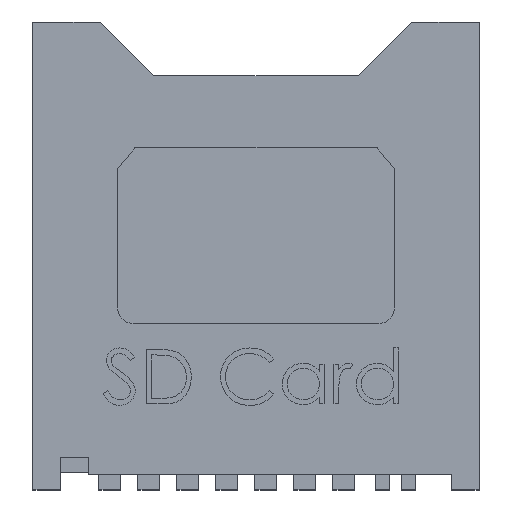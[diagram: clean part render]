
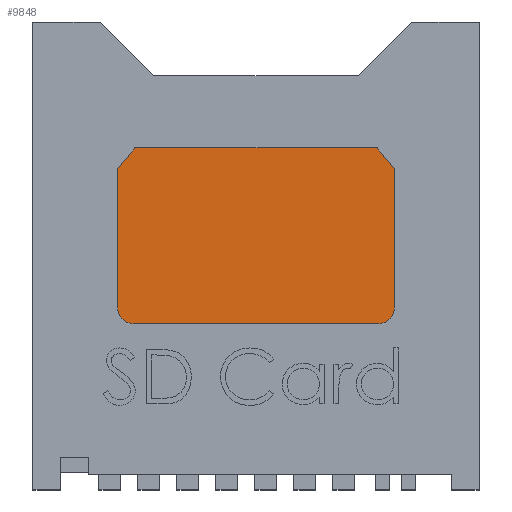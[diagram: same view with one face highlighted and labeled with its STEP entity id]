
A CAD part, top view. The second image highlights one B-rep face of the part: STEP entity #9848.
In plain terms, the highlighted planar face has unit normal (0, 0, 1).
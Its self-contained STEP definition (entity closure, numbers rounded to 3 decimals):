
#61 = CARTESIAN_POINT ( 'NONE',  ( 12.5, -11.5, 0.529 ) ) ;
#209 = CARTESIAN_POINT ( 'NONE',  ( 10., 15., 0.529 ) ) ;
#392 = CARTESIAN_POINT ( 'NONE',  ( -12.5, -11.5, 0.529 ) ) ;
#450 = EDGE_CURVE ( 'NONE', #9368, #7765, #7948, .T. ) ;
#468 = CARTESIAN_POINT ( 'NONE',  ( -6.567, 11.567, 0.529 ) ) ;
#571 = ORIENTED_EDGE ( 'NONE', *, *, #4251, .F. ) ;
#672 = VERTEX_POINT ( 'NONE', #3415 ) ;
#744 = LINE ( 'NONE', #6260, #6658 ) ;
#1004 = EDGE_CURVE ( 'NONE', #3692, #7765, #4158, .T. ) ;
#1051 = CARTESIAN_POINT ( 'NONE',  ( 0.238, 11.567, 0.529 ) ) ;
#1294 = CARTESIAN_POINT ( 'NONE',  ( -10., 15., 0.529 ) ) ;
#1384 = ORIENTED_EDGE ( 'NONE', *, *, #2560, .F. ) ;
#1779 = AXIS2_PLACEMENT_3D ( 'NONE', #61, #3059, #8507 ) ;
#1812 = LINE ( 'NONE', #1051, #8211 ) ;
#2560 = EDGE_CURVE ( 'NONE', #7611, #5257, #1812, .T. ) ;
#2824 = VERTEX_POINT ( 'NONE', #5056 ) ;
#2825 = ORIENTED_EDGE ( 'NONE', *, *, #1004, .T. ) ;
#2875 = ORIENTED_EDGE ( 'NONE', *, *, #5199, .T. ) ;
#2959 = LINE ( 'NONE', #8241, #7135 ) ;
#3059 = DIRECTION ( 'NONE',  ( 0., 0., -1. ) ) ;
#3107 = VECTOR ( 'NONE', #8636, 1000. ) ;
#3261 = FACE_OUTER_BOUND ( 'NONE', #5544, .T. ) ;
#3312 = CARTESIAN_POINT ( 'NONE',  ( 0.238, 15., 0.529 ) ) ;
#3415 = CARTESIAN_POINT ( 'NONE',  ( 12.5, 15., 0.529 ) ) ;
#3678 = ORIENTED_EDGE ( 'NONE', *, *, #450, .F. ) ;
#3692 = VERTEX_POINT ( 'NONE', #1294 ) ;
#3715 = EDGE_CURVE ( 'NONE', #2824, #672, #2959, .T. ) ;
#4158 = LINE ( 'NONE', #3312, #4547 ) ;
#4202 = DIRECTION ( 'NONE',  ( -1., 0., 0. ) ) ;
#4251 = EDGE_CURVE ( 'NONE', #5257, #6215, #5893, .T. ) ;
#4547 = VECTOR ( 'NONE', #4202, 1000. ) ;
#4559 = PLANE ( 'NONE',  #1779 ) ;
#4681 = DIRECTION ( 'NONE',  ( -1., 0., 0. ) ) ;
#5050 = CARTESIAN_POINT ( 'NONE',  ( -18.741, -13.741, 0.529 ) ) ;
#5056 = CARTESIAN_POINT ( 'NONE',  ( 12.5, -11.5, 0.529 ) ) ;
#5075 = DIRECTION ( 'NONE',  ( 0., 1., 0. ) ) ;
#5122 = VECTOR ( 'NONE', #4681, 1000. ) ;
#5199 = EDGE_CURVE ( 'NONE', #672, #6215, #6030, .T. ) ;
#5242 = LINE ( 'NONE', #9110, #8894 ) ;
#5257 = VERTEX_POINT ( 'NONE', #7599 ) ;
#5265 = VECTOR ( 'NONE', #8980, 1000. ) ;
#5447 = CARTESIAN_POINT ( 'NONE',  ( 12.5, 15., 0.529 ) ) ;
#5544 = EDGE_LOOP ( 'NONE', ( #1384, #7973, #2825, #3678, #7240, #5891, #2875, #571 ) ) ;
#5891 = ORIENTED_EDGE ( 'NONE', *, *, #3715, .T. ) ;
#5893 = LINE ( 'NONE', #5050, #5265 ) ;
#6030 = LINE ( 'NONE', #5447, #5122 ) ;
#6215 = VERTEX_POINT ( 'NONE', #209 ) ;
#6260 = CARTESIAN_POINT ( 'NONE',  ( 18.979, -13.979, 0.529 ) ) ;
#6470 = CARTESIAN_POINT ( 'NONE',  ( -12.5, -11.5, 0.529 ) ) ;
#6658 = VECTOR ( 'NONE', #9934, 1000. ) ;
#7135 = VECTOR ( 'NONE', #5075, 1000. ) ;
#7143 = DIRECTION ( 'NONE',  ( 1., 0., 0. ) ) ;
#7240 = ORIENTED_EDGE ( 'NONE', *, *, #8217, .F. ) ;
#7599 = CARTESIAN_POINT ( 'NONE',  ( 6.567, 11.567, 0.529 ) ) ;
#7611 = VERTEX_POINT ( 'NONE', #468 ) ;
#7765 = VERTEX_POINT ( 'NONE', #8170 ) ;
#7948 = LINE ( 'NONE', #6470, #3107 ) ;
#7973 = ORIENTED_EDGE ( 'NONE', *, *, #8827, .T. ) ;
#8170 = CARTESIAN_POINT ( 'NONE',  ( -12.5, 15., 0.529 ) ) ;
#8211 = VECTOR ( 'NONE', #7143, 1000. ) ;
#8217 = EDGE_CURVE ( 'NONE', #2824, #9368, #5242, .T. ) ;
#8241 = CARTESIAN_POINT ( 'NONE',  ( 12.5, -11.5, 0.529 ) ) ;
#8416 = DIRECTION ( 'NONE',  ( -1., 0., 0. ) ) ;
#8507 = DIRECTION ( 'NONE',  ( -1., 0., 0. ) ) ;
#8636 = DIRECTION ( 'NONE',  ( 0., 1., 0. ) ) ;
#8827 = EDGE_CURVE ( 'NONE', #7611, #3692, #744, .T. ) ;
#8894 = VECTOR ( 'NONE', #8416, 1000. ) ;
#8980 = DIRECTION ( 'NONE',  ( 0.707, 0.707, 0. ) ) ;
#9110 = CARTESIAN_POINT ( 'NONE',  ( 12.5, -11.5, 0.529 ) ) ;
#9368 = VERTEX_POINT ( 'NONE', #392 ) ;
#9848 = ADVANCED_FACE ( 'NONE', ( #3261 ), #4559, .F. ) ;
#9934 = DIRECTION ( 'NONE',  ( -0.707, 0.707, 0. ) ) ;
